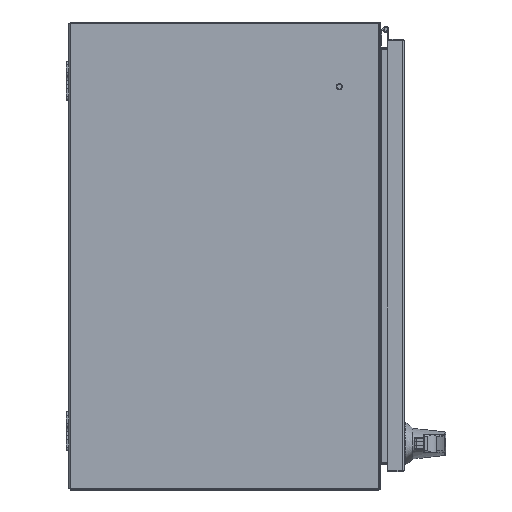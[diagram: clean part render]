
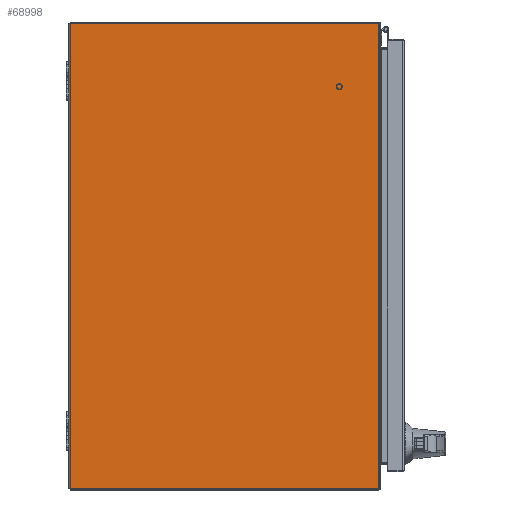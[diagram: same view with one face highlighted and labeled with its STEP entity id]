
A CAD part, front view. The second image highlights one B-rep face of the part: STEP entity #68998.
In plain terms, the highlighted face is planar.
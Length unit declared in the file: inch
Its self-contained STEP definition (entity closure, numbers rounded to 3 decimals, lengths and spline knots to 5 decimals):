
#356 = LINE ( 'NONE', #23862, #88757 ) ;
#4045 = EDGE_CURVE ( 'NONE', #82893, #15096, #356, .T. ) ;
#4966 = DIRECTION ( 'NONE',  ( 0., -1., 0. ) ) ;
#9995 = EDGE_CURVE ( 'NONE', #43365, #71003, #38159, .T. ) ;
#11909 = AXIS2_PLACEMENT_3D ( 'NONE', #104142, #78336, #4966 ) ;
#14614 = EDGE_CURVE ( 'NONE', #43365, #15096, #71252, .T. ) ;
#15096 = VERTEX_POINT ( 'NONE', #76780 ) ;
#20918 = CARTESIAN_POINT ( 'NONE',  ( 11.928, -0.072, -15. ) ) ;
#23862 = CARTESIAN_POINT ( 'NONE',  ( -11.928, 0., -15. ) ) ;
#24590 = CARTESIAN_POINT ( 'NONE',  ( -11.928, -15.892, -15. ) ) ;
#36913 = CARTESIAN_POINT ( 'NONE',  ( 11.928, -15.892, -15. ) ) ;
#38159 = LINE ( 'NONE', #20918, #60217 ) ;
#38419 = ORIENTED_EDGE ( 'NONE', *, *, #9995, .T. ) ;
#41102 = ORIENTED_EDGE ( 'NONE', *, *, #102341, .F. ) ;
#43365 = VERTEX_POINT ( 'NONE', #51637 ) ;
#49246 = VECTOR ( 'NONE', #99082, 39.37008 ) ;
#51637 = CARTESIAN_POINT ( 'NONE',  ( 11.928, -0.108, -15. ) ) ;
#52105 = LINE ( 'NONE', #36913, #90975 ) ;
#53656 = DIRECTION ( 'NONE',  ( 1., 0., 0. ) ) ;
#58971 = CARTESIAN_POINT ( 'NONE',  ( 11.928, -15.892, -15. ) ) ;
#60217 = VECTOR ( 'NONE', #69621, 39.37008 ) ;
#62369 = PLANE ( 'NONE',  #11909 ) ;
#64349 = FACE_OUTER_BOUND ( 'NONE', #74715, .T. ) ;
#68393 = ORIENTED_EDGE ( 'NONE', *, *, #4045, .T. ) ;
#68998 = ADVANCED_FACE ( 'NONE', ( #64349 ), #62369, .F. ) ;
#69621 = DIRECTION ( 'NONE',  ( 0., -1., 0. ) ) ;
#71003 = VERTEX_POINT ( 'NONE', #58971 ) ;
#71252 = LINE ( 'NONE', #98731, #49246 ) ;
#74715 = EDGE_LOOP ( 'NONE', ( #98523, #38419, #41102, #68393 ) ) ;
#76780 = CARTESIAN_POINT ( 'NONE',  ( -11.928, -0.108, -15. ) ) ;
#78336 = DIRECTION ( 'NONE',  ( 0., 0., 1. ) ) ;
#82893 = VERTEX_POINT ( 'NONE', #24590 ) ;
#88757 = VECTOR ( 'NONE', #98278, 39.37008 ) ;
#90975 = VECTOR ( 'NONE', #53656, 39.37008 ) ;
#98278 = DIRECTION ( 'NONE',  ( 0., 1., 0. ) ) ;
#98523 = ORIENTED_EDGE ( 'NONE', *, *, #14614, .F. ) ;
#98731 = CARTESIAN_POINT ( 'NONE',  ( 11.928, -0.108, -15. ) ) ;
#99082 = DIRECTION ( 'NONE',  ( -1., 0., 0. ) ) ;
#102341 = EDGE_CURVE ( 'NONE', #82893, #71003, #52105, .T. ) ;
#104142 = CARTESIAN_POINT ( 'NONE',  ( 11.928, -16., -15. ) ) ;
